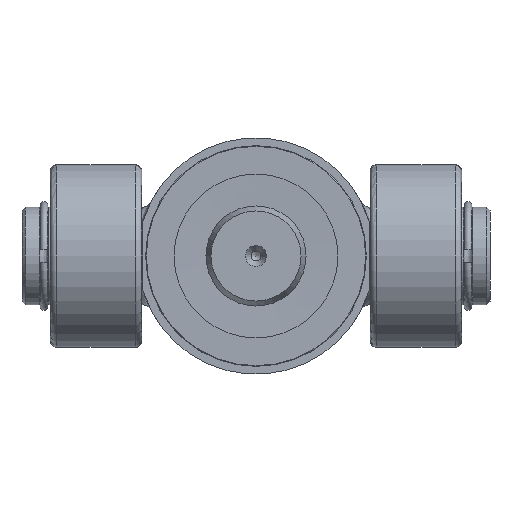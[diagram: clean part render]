
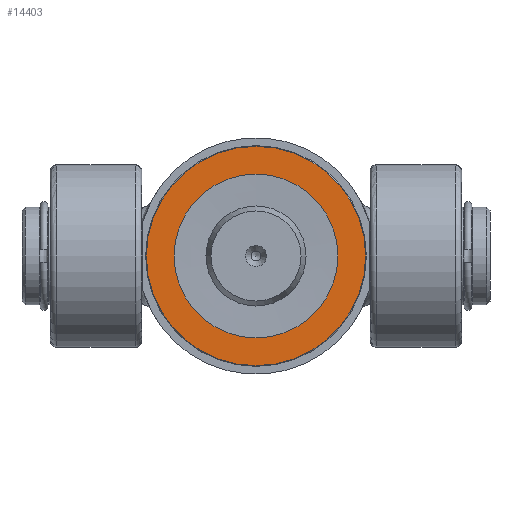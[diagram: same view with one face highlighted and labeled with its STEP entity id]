
A CAD part, front view. The second image highlights one B-rep face of the part: STEP entity #14403.
In plain terms, the highlighted face is planar.
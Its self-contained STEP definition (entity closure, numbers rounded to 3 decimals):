
#3185=PLANE('',#15467);
#3536=FACE_BOUND('',#4904,.T.);
#4008=FACE_OUTER_BOUND('',#4903,.T.);
#4903=EDGE_LOOP('',(#11664));
#4904=EDGE_LOOP('',(#11665));
#5581=CIRCLE('',#15466,34.8);
#5582=CIRCLE('',#15468,26.);
#6539=VERTEX_POINT('',#26032);
#6540=VERTEX_POINT('',#26035);
#8372=EDGE_CURVE('',#6539,#6539,#5581,.T.);
#8373=EDGE_CURVE('',#6540,#6540,#5582,.T.);
#11664=ORIENTED_EDGE('',*,*,#8372,.F.);
#11665=ORIENTED_EDGE('',*,*,#8373,.T.);
#14403=ADVANCED_FACE('',(#4008,#3536),#3185,.F.);
#15466=AXIS2_PLACEMENT_3D('',#26033,#17524,#17525);
#15467=AXIS2_PLACEMENT_3D('',#26034,#17526,#17527);
#15468=AXIS2_PLACEMENT_3D('',#26036,#17528,#17529);
#17524=DIRECTION('center_axis',(0.,0.,1.));
#17525=DIRECTION('ref_axis',(-1.,0.,0.));
#17526=DIRECTION('center_axis',(0.,0.,1.));
#17527=DIRECTION('ref_axis',(1.,0.,0.));
#17528=DIRECTION('center_axis',(0.,0.,1.));
#17529=DIRECTION('ref_axis',(0.,-1.,0.));
#26032=CARTESIAN_POINT('',(34.8,0.,0.));
#26033=CARTESIAN_POINT('Origin',(0.,0.,0.));
#26034=CARTESIAN_POINT('Origin',(0.,0.,
0.));
#26035=CARTESIAN_POINT('',(0.,-26.,0.));
#26036=CARTESIAN_POINT('Origin',(0.,0.,0.));
